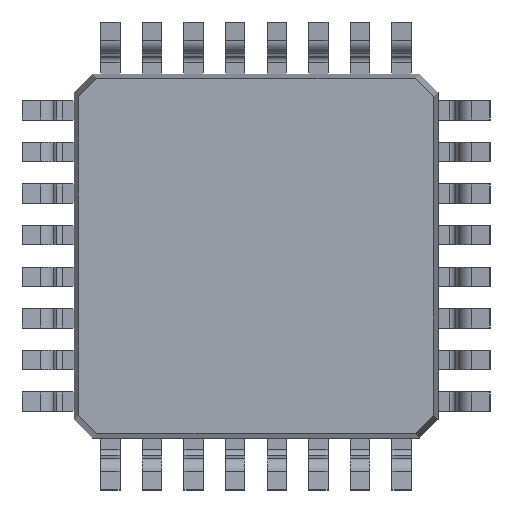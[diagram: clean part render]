
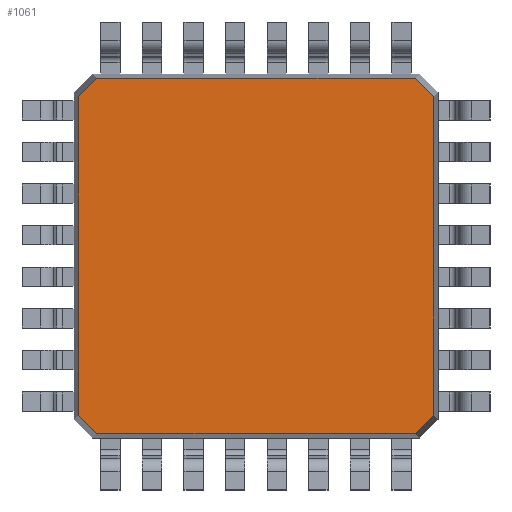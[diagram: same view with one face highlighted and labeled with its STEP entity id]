
A CAD part, front view. The second image highlights one B-rep face of the part: STEP entity #1061.
In plain terms, the highlighted planar face has unit normal (0, -1, 0).
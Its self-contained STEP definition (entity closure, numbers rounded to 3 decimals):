
#177 = CARTESIAN_POINT ( 'NONE',  ( -3.42, -0.725, -3.067 ) ) ;
#205 = VECTOR ( 'NONE', #9368, 1000. ) ;
#386 = VECTOR ( 'NONE', #10246, 1000. ) ;
#911 = VECTOR ( 'NONE', #14572, 1000. ) ;
#954 = VECTOR ( 'NONE', #7435, 1000. ) ;
#1061 = ADVANCED_FACE ( 'NONE', ( #2019 ), #6589, .F. ) ;
#1076 = ORIENTED_EDGE ( 'NONE', *, *, #4205, .T. ) ;
#1506 = LINE ( 'NONE', #7035, #205 ) ;
#1525 = CARTESIAN_POINT ( 'NONE',  ( 0., -0.725, 3.42 ) ) ;
#1811 = CARTESIAN_POINT ( 'NONE',  ( -3.419, -0.725, 3.063 ) ) ;
#1849 = ORIENTED_EDGE ( 'NONE', *, *, #7784, .T. ) ;
#2019 = FACE_OUTER_BOUND ( 'NONE', #8246, .T. ) ;
#2618 = LINE ( 'NONE', #3969, #5048 ) ;
#2750 = CARTESIAN_POINT ( 'NONE',  ( -3.067, -0.725, 3.42 ) ) ;
#3086 = CARTESIAN_POINT ( 'NONE',  ( 3.062, -0.725, 3.42 ) ) ;
#3226 = DIRECTION ( 'NONE',  ( 1., 0., 0. ) ) ;
#3422 = VECTOR ( 'NONE', #14503, 1000. ) ;
#3923 = EDGE_CURVE ( 'NONE', #13048, #11917, #14577, .T. ) ;
#3969 = CARTESIAN_POINT ( 'NONE',  ( -3.42, -0.725, 0. ) ) ;
#4003 = CARTESIAN_POINT ( 'NONE',  ( 3.42, -0.725, -3.062 ) ) ;
#4083 = CARTESIAN_POINT ( 'NONE',  ( 3.063, -0.725, 3.419 ) ) ;
#4205 = EDGE_CURVE ( 'NONE', #11917, #11310, #12917, .T. ) ;
#4245 = VERTEX_POINT ( 'NONE', #10667 ) ;
#4290 = ORIENTED_EDGE ( 'NONE', *, *, #4627, .T. ) ;
#4295 = LINE ( 'NONE', #7669, #911 ) ;
#4340 = DIRECTION ( 'NONE',  ( 0., 1., 0. ) ) ;
#4627 = EDGE_CURVE ( 'NONE', #6643, #7638, #1506, .T. ) ;
#4810 = CARTESIAN_POINT ( 'NONE',  ( 3.42, -0.725, 3.067 ) ) ;
#5048 = VECTOR ( 'NONE', #6365, 1000. ) ;
#5611 = VERTEX_POINT ( 'NONE', #177 ) ;
#5674 = CARTESIAN_POINT ( 'NONE',  ( -3.063, -0.725, -3.419 ) ) ;
#5757 = VECTOR ( 'NONE', #14319, 1000. ) ;
#5945 = DIRECTION ( 'NONE',  ( -1., 0., 0. ) ) ;
#6250 = LINE ( 'NONE', #1811, #954 ) ;
#6365 = DIRECTION ( 'NONE',  ( 0., 0., -1. ) ) ;
#6589 = PLANE ( 'NONE',  #13602 ) ;
#6643 = VERTEX_POINT ( 'NONE', #13333 ) ;
#6719 = LINE ( 'NONE', #5674, #386 ) ;
#7035 = CARTESIAN_POINT ( 'NONE',  ( 0., -0.725, -3.42 ) ) ;
#7105 = CARTESIAN_POINT ( 'NONE',  ( 3.067, -0.725, -3.42 ) ) ;
#7252 = ORIENTED_EDGE ( 'NONE', *, *, #12249, .T. ) ;
#7337 = CARTESIAN_POINT ( 'NONE',  ( 3.419, -0.725, -3.063 ) ) ;
#7435 = DIRECTION ( 'NONE',  ( -0.702, 0., -0.712 ) ) ;
#7638 = VERTEX_POINT ( 'NONE', #7105 ) ;
#7669 = CARTESIAN_POINT ( 'NONE',  ( 3.42, -0.725, 0. ) ) ;
#7720 = ORIENTED_EDGE ( 'NONE', *, *, #12216, .T. ) ;
#7784 = EDGE_CURVE ( 'NONE', #5611, #6643, #6719, .T. ) ;
#8246 = EDGE_LOOP ( 'NONE', ( #7720, #1849, #4290, #7252, #8785, #9725, #1076, #14777 ) ) ;
#8785 = ORIENTED_EDGE ( 'NONE', *, *, #9031, .T. ) ;
#8930 = VECTOR ( 'NONE', #5945, 1000. ) ;
#9031 = EDGE_CURVE ( 'NONE', #10136, #13048, #4295, .T. ) ;
#9368 = DIRECTION ( 'NONE',  ( 1., 0., 0. ) ) ;
#9725 = ORIENTED_EDGE ( 'NONE', *, *, #3923, .T. ) ;
#9736 = LINE ( 'NONE', #7337, #5757 ) ;
#10136 = VERTEX_POINT ( 'NONE', #4003 ) ;
#10246 = DIRECTION ( 'NONE',  ( 0.712, 0., -0.702 ) ) ;
#10667 = CARTESIAN_POINT ( 'NONE',  ( -3.42, -0.725, 3.062 ) ) ;
#11160 = CARTESIAN_POINT ( 'NONE',  ( 0., -0.725, 0. ) ) ;
#11310 = VERTEX_POINT ( 'NONE', #2750 ) ;
#11791 = EDGE_CURVE ( 'NONE', #11310, #4245, #6250, .T. ) ;
#11917 = VERTEX_POINT ( 'NONE', #3086 ) ;
#12216 = EDGE_CURVE ( 'NONE', #4245, #5611, #2618, .T. ) ;
#12249 = EDGE_CURVE ( 'NONE', #7638, #10136, #9736, .T. ) ;
#12917 = LINE ( 'NONE', #1525, #8930 ) ;
#13048 = VERTEX_POINT ( 'NONE', #4810 ) ;
#13333 = CARTESIAN_POINT ( 'NONE',  ( -3.062, -0.725, -3.42 ) ) ;
#13602 = AXIS2_PLACEMENT_3D ( 'NONE', #11160, #4340, #3226 ) ;
#14319 = DIRECTION ( 'NONE',  ( 0.702, 0., 0.712 ) ) ;
#14503 = DIRECTION ( 'NONE',  ( -0.712, 0., 0.702 ) ) ;
#14572 = DIRECTION ( 'NONE',  ( 0., 0., 1. ) ) ;
#14577 = LINE ( 'NONE', #4083, #3422 ) ;
#14777 = ORIENTED_EDGE ( 'NONE', *, *, #11791, .T. ) ;
